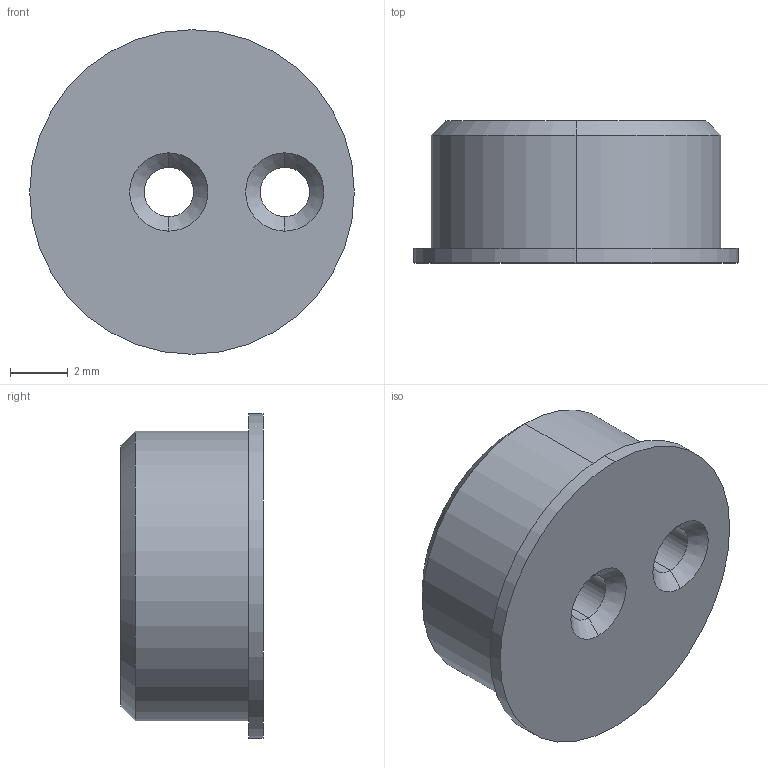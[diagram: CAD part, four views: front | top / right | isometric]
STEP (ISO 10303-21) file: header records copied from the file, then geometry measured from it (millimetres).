
FILE_DESCRIPTION (( 'STEP AP203' ), '1' );
FILE_NAME ('ぇ陑謫.S', '2024-02-20T14:01:09', ( '' ), ( '' ), 'SwSTEP 2.0', 'SolidWorks 2022', '' );
FILE_SCHEMA (( 'CONFIG_CONTROL_DESIGN' ));
Length unit declared in the file: millimetre
Products named in the file (1): ぇ陑謫______
Bounding box: 11.2 x 4.9 x 11.2 mm (x, y, z)
Volume: 365.6 mm3; surface area: 381.6 mm2
Topology: 1 solids, 1 shells, 21 faces, 47 edges, 28 vertices
Faces by surface type: cone 10, cylinder 8, plane 3
Entity records: 677 total; most frequent: DIRECTION 118, CARTESIAN_POINT 102, ORIENTED_EDGE 94, AXIS2_PLACEMENT_3D 50, EDGE_CURVE 47, CIRCLE 28, VERTEX_POINT 28, EDGE_LOOP 25
